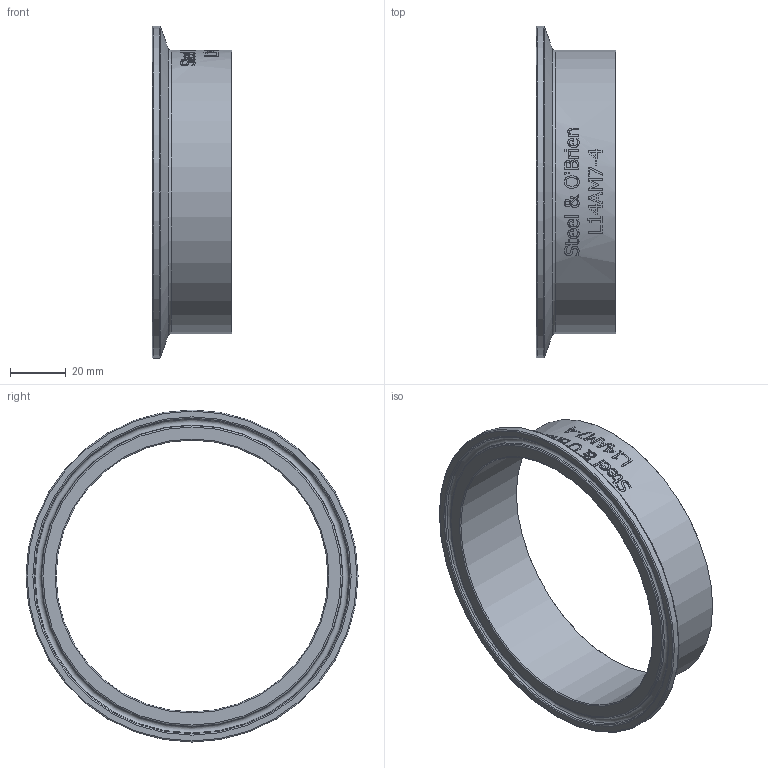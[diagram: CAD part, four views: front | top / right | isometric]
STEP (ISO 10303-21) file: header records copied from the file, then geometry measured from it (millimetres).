
FILE_DESCRIPTION(/* description */ (''),/* implementation_level */ '2;1');
FILE_NAME(/* name */ 'L14AM7-4.stp',/* time_stamp */ '2018-11-16T14:31:40-05:00',/* author */ ('ken'),/* organization */ (''),/* preprocessor_version */ 'ST-DEVELOPER v15.2',/* originating_system */ 'Autodesk Inventor 2014',/* authorisation */ '');
FILE_SCHEMA (('AUTOMOTIVE_DESIGN { 1 0 10303 214 3 1 1 }'));
Length unit declared in the file: inch
Products named in the file (1): L14AM7-4
Bounding box: 28.57 x 118.92 x 118.92 mm (x, y, z)
Volume: 30770.3 mm3; surface area: 24893.2 mm2
Topology: 1 solids, 1 shells, 330 faces, 870 edges, 576 vertices
Faces by surface type: plane 162, bspline 120, cylinder 36, torus 9, cone 3
Full cylindrical faces by diameter (mm): 97.384 x1, 101.6 x1, 118.923 x1
Entity records: 12217 total; most frequent: CARTESIAN_POINT 4667, ORIENTED_EDGE 1710, DIRECTION 1247, EDGE_CURVE 855, VERTEX_POINT 576, AXIS2_PLACEMENT_3D 421, LINE 405, VECTOR 405
